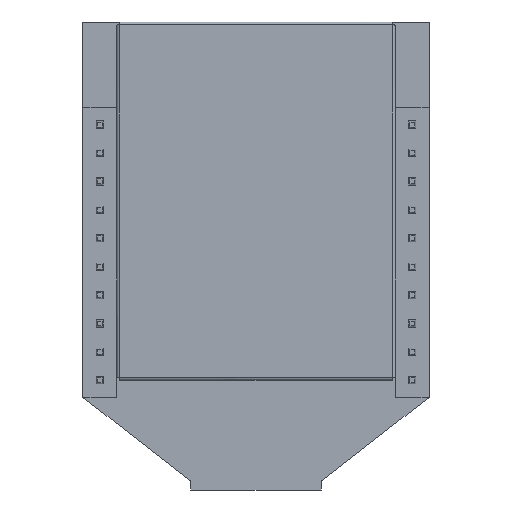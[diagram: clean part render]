
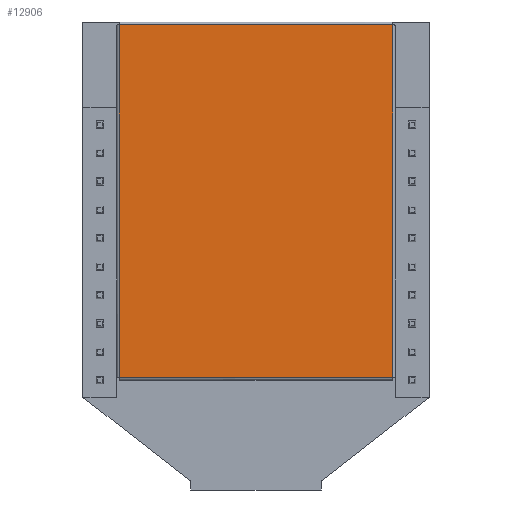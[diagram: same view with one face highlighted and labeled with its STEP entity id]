
A CAD part, front view. The second image highlights one B-rep face of the part: STEP entity #12906.
In plain terms, the highlighted planar face has unit normal (0, -1, 0).
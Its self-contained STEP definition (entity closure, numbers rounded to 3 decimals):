
#102 = LINE ( 'NONE', #9679, #11930 ) ;
#173 = VERTEX_POINT ( 'NONE', #16722 ) ;
#678 = EDGE_CURVE ( 'NONE', #3711, #7729, #13966, .T. ) ;
#1258 = DIRECTION ( 'NONE',  ( 1., 0., 0. ) ) ;
#1871 = CARTESIAN_POINT ( 'NONE',  ( 0., 0., 0. ) ) ;
#2598 = ORIENTED_EDGE ( 'NONE', *, *, #3401, .T. ) ;
#2816 = LINE ( 'NONE', #15240, #4755 ) ;
#3045 = PLANE ( 'NONE',  #16265 ) ;
#3401 = EDGE_CURVE ( 'NONE', #11143, #173, #102, .T. ) ;
#3711 = VERTEX_POINT ( 'NONE', #13244 ) ;
#4142 = FACE_OUTER_BOUND ( 'NONE', #6383, .T. ) ;
#4669 = DIRECTION ( 'NONE',  ( 0., 0., -1. ) ) ;
#4755 = VECTOR ( 'NONE', #15299, 1000. ) ;
#5340 = DIRECTION ( 'NONE',  ( -1., 0., 0. ) ) ;
#6383 = EDGE_LOOP ( 'NONE', ( #2598, #9152, #17698, #7638 ) ) ;
#6626 = CARTESIAN_POINT ( 'NONE',  ( -9.61, 0., -8.55 ) ) ;
#7638 = ORIENTED_EDGE ( 'NONE', *, *, #8531, .T. ) ;
#7729 = VERTEX_POINT ( 'NONE', #11362 ) ;
#8014 = CARTESIAN_POINT ( 'NONE',  ( 0., 0., 16.27 ) ) ;
#8531 = EDGE_CURVE ( 'NONE', #7729, #11143, #13122, .T. ) ;
#9152 = ORIENTED_EDGE ( 'NONE', *, *, #11233, .T. ) ;
#9679 = CARTESIAN_POINT ( 'NONE',  ( 0., 0., -8.55 ) ) ;
#10166 = DIRECTION ( 'NONE',  ( 0., 1., 0. ) ) ;
#11143 = VERTEX_POINT ( 'NONE', #6626 ) ;
#11233 = EDGE_CURVE ( 'NONE', #173, #3711, #2816, .T. ) ;
#11362 = CARTESIAN_POINT ( 'NONE',  ( -9.61, 0., 16.27 ) ) ;
#11930 = VECTOR ( 'NONE', #1258, 1000. ) ;
#12906 = ADVANCED_FACE ( 'NONE', ( #4142 ), #3045, .F. ) ;
#13081 = DIRECTION ( 'NONE',  ( 0., 0., 1. ) ) ;
#13122 = LINE ( 'NONE', #14557, #15765 ) ;
#13244 = CARTESIAN_POINT ( 'NONE',  ( 9.61, 0., 16.27 ) ) ;
#13966 = LINE ( 'NONE', #8014, #15706 ) ;
#14557 = CARTESIAN_POINT ( 'NONE',  ( -9.61, 0., 0. ) ) ;
#15240 = CARTESIAN_POINT ( 'NONE',  ( 9.61, 0., 0. ) ) ;
#15299 = DIRECTION ( 'NONE',  ( 0., 0., 1. ) ) ;
#15706 = VECTOR ( 'NONE', #5340, 1000. ) ;
#15765 = VECTOR ( 'NONE', #4669, 1000. ) ;
#16265 = AXIS2_PLACEMENT_3D ( 'NONE', #1871, #10166, #13081 ) ;
#16722 = CARTESIAN_POINT ( 'NONE',  ( 9.61, 0., -8.55 ) ) ;
#17698 = ORIENTED_EDGE ( 'NONE', *, *, #678, .T. ) ;
